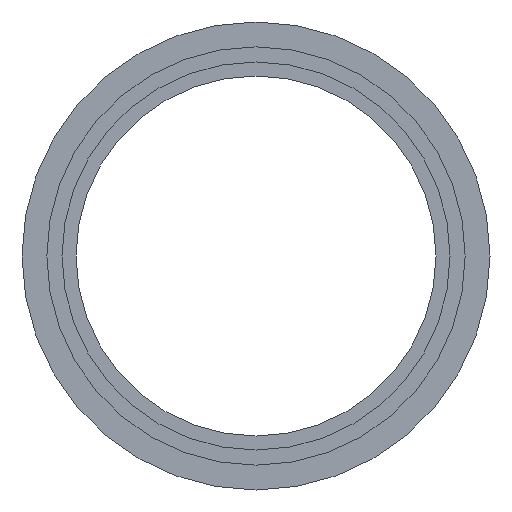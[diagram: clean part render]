
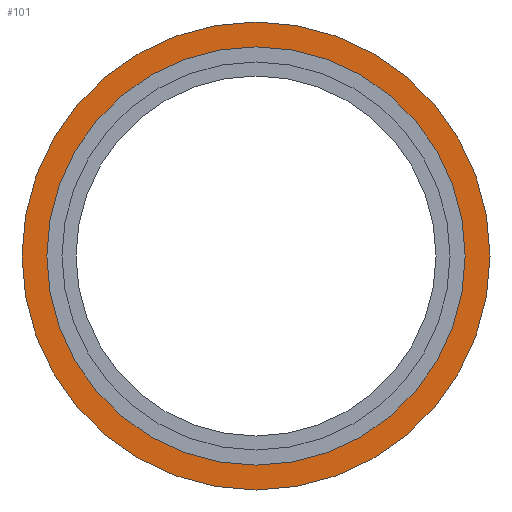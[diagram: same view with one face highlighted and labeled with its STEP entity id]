
A CAD part, front view. The second image highlights one B-rep face of the part: STEP entity #101.
In plain terms, the highlighted planar face has unit normal (0, -1, 0).
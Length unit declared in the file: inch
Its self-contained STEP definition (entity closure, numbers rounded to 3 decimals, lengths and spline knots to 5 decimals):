
#18 = PLANE ( 'NONE',  #316 ) ;
#56 = CIRCLE ( 'NONE', #204, 0.581 ) ;
#62 = DIRECTION ( 'NONE',  ( 0., -1., 0. ) ) ;
#63 = DIRECTION ( 'NONE',  ( 0., 1., 0. ) ) ;
#78 = ORIENTED_EDGE ( 'NONE', *, *, #418, .T. ) ;
#95 = CARTESIAN_POINT ( 'NONE',  ( 0., 0., 0. ) ) ;
#97 = CIRCLE ( 'NONE', #182, 0.65 ) ;
#101 = ADVANCED_FACE ( 'NONE', ( #272, #408 ), #18, .F. ) ;
#109 = ORIENTED_EDGE ( 'NONE', *, *, #563, .T. ) ;
#131 = CIRCLE ( 'NONE', #260, 0.581 ) ;
#134 = DIRECTION ( 'NONE',  ( 0., -1., 0. ) ) ;
#144 = DIRECTION ( 'NONE',  ( 0., 0., -1. ) ) ;
#162 = CARTESIAN_POINT ( 'NONE',  ( 0., 0., -0.65 ) ) ;
#182 = AXIS2_PLACEMENT_3D ( 'NONE', #376, #62, #425 ) ;
#204 = AXIS2_PLACEMENT_3D ( 'NONE', #450, #134, #504 ) ;
#220 = CARTESIAN_POINT ( 'NONE',  ( 0., 0., -0.581 ) ) ;
#259 = AXIS2_PLACEMENT_3D ( 'NONE', #95, #461, #144 ) ;
#260 = AXIS2_PLACEMENT_3D ( 'NONE', #613, #273, #626 ) ;
#270 = VERTEX_POINT ( 'NONE', #220 ) ;
#272 = FACE_BOUND ( 'NONE', #554, .T. ) ;
#273 = DIRECTION ( 'NONE',  ( 0., -1., 0. ) ) ;
#316 = AXIS2_PLACEMENT_3D ( 'NONE', #377, #63, #426 ) ;
#330 = CARTESIAN_POINT ( 'NONE',  ( 0., 0., 0.581 ) ) ;
#376 = CARTESIAN_POINT ( 'NONE',  ( 0., 0., 0. ) ) ;
#377 = CARTESIAN_POINT ( 'NONE',  ( 0., 0., 0. ) ) ;
#389 = VERTEX_POINT ( 'NONE', #417 ) ;
#408 = FACE_OUTER_BOUND ( 'NONE', #612, .T. ) ;
#411 = CIRCLE ( 'NONE', #259, 0.65 ) ;
#417 = CARTESIAN_POINT ( 'NONE',  ( 0., 0., 0.65 ) ) ;
#418 = EDGE_CURVE ( 'NONE', #389, #558, #411, .T. ) ;
#425 = DIRECTION ( 'NONE',  ( 0., 0., -1. ) ) ;
#426 = DIRECTION ( 'NONE',  ( 0., 0., 1. ) ) ;
#441 = EDGE_CURVE ( 'NONE', #568, #270, #131, .T. ) ;
#450 = CARTESIAN_POINT ( 'NONE',  ( 0., 0., 0. ) ) ;
#461 = DIRECTION ( 'NONE',  ( 0., -1., 0. ) ) ;
#504 = DIRECTION ( 'NONE',  ( 0., 0., -1. ) ) ;
#517 = EDGE_CURVE ( 'NONE', #270, #568, #56, .T. ) ;
#554 = EDGE_LOOP ( 'NONE', ( #595, #587 ) ) ;
#558 = VERTEX_POINT ( 'NONE', #162 ) ;
#563 = EDGE_CURVE ( 'NONE', #558, #389, #97, .T. ) ;
#568 = VERTEX_POINT ( 'NONE', #330 ) ;
#587 = ORIENTED_EDGE ( 'NONE', *, *, #441, .F. ) ;
#595 = ORIENTED_EDGE ( 'NONE', *, *, #517, .F. ) ;
#612 = EDGE_LOOP ( 'NONE', ( #109, #78 ) ) ;
#613 = CARTESIAN_POINT ( 'NONE',  ( 0., 0., 0. ) ) ;
#626 = DIRECTION ( 'NONE',  ( 0., 0., -1. ) ) ;
